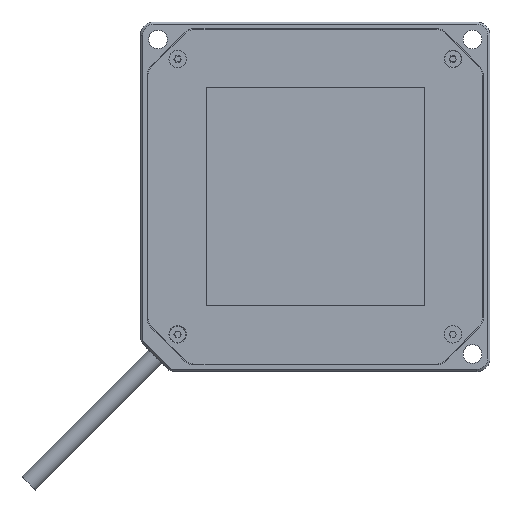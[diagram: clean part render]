
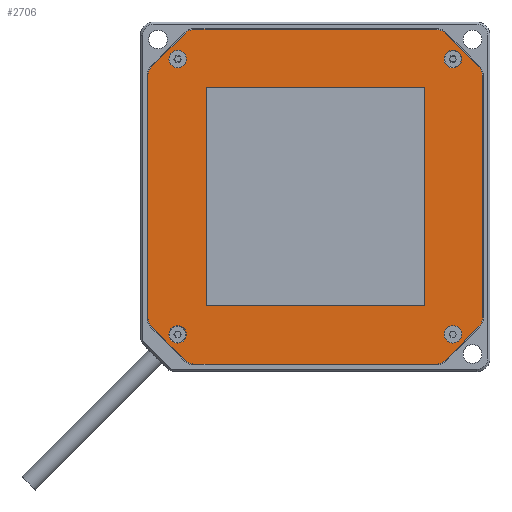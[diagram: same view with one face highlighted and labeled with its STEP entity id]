
A CAD part, top view. The second image highlights one B-rep face of the part: STEP entity #2706.
In plain terms, the highlighted planar face has unit normal (0, 0, 1).
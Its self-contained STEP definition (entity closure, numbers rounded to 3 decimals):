
#194=LINE('',#4200,#468);
#197=LINE('',#4205,#471);
#199=LINE('',#4209,#473);
#200=LINE('',#4211,#474);
#203=LINE('',#4220,#477);
#206=LINE('',#4228,#480);
#209=LINE('',#4236,#483);
#212=LINE('',#4244,#486);
#215=LINE('',#4252,#489);
#218=LINE('',#4260,#492);
#221=LINE('',#4268,#495);
#224=LINE('',#4275,#498);
#468=VECTOR('',#3411,50.);
#471=VECTOR('',#3416,50.);
#473=VECTOR('',#3420,50.);
#474=VECTOR('',#3423,50.);
#477=VECTOR('',#3432,10.95);
#480=VECTOR('',#3441,55.515);
#483=VECTOR('',#3450,10.95);
#486=VECTOR('',#3459,55.515);
#489=VECTOR('',#3468,10.95);
#492=VECTOR('',#3477,55.515);
#495=VECTOR('',#3486,10.95);
#498=VECTOR('',#3495,55.515);
#731=PLANE('',#2941);
#802=FACE_BOUND('',#1108,.T.);
#803=FACE_BOUND('',#1109,.T.);
#804=FACE_BOUND('',#1110,.T.);
#805=FACE_BOUND('',#1111,.T.);
#806=FACE_BOUND('',#1112,.T.);
#918=FACE_OUTER_BOUND('',#1107,.T.);
#1107=EDGE_LOOP('',(#2238,#2239,#2240,#2241,#2242,#2243,#2244,#2245,#2246,
#2247,#2248,#2249,#2250,#2251,#2252,#2253));
#1108=EDGE_LOOP('',(#2254));
#1109=EDGE_LOOP('',(#2255));
#1110=EDGE_LOOP('',(#2256));
#1111=EDGE_LOOP('',(#2257));
#1112=EDGE_LOOP('',(#2258,#2259,#2260,#2261));
#1243=CIRCLE('',#2877,2.);
#1245=CIRCLE('',#2909,2.);
#1247=CIRCLE('',#2912,2.);
#1248=CIRCLE('',#2918,2.8);
#1249=CIRCLE('',#2921,2.8);
#1250=CIRCLE('',#2924,2.8);
#1251=CIRCLE('',#2927,2.8);
#1252=CIRCLE('',#2930,2.8);
#1253=CIRCLE('',#2933,2.8);
#1254=CIRCLE('',#2936,2.8);
#1255=CIRCLE('',#2939,2.8);
#1256=CIRCLE('',#2942,2.);
#1368=VERTEX_POINT('',#4051);
#1410=VERTEX_POINT('',#4189);
#1412=VERTEX_POINT('',#4194);
#1413=VERTEX_POINT('',#4197);
#1414=VERTEX_POINT('',#4199);
#1415=VERTEX_POINT('',#4203);
#1416=VERTEX_POINT('',#4207);
#1417=VERTEX_POINT('',#4213);
#1418=VERTEX_POINT('',#4215);
#1419=VERTEX_POINT('',#4219);
#1420=VERTEX_POINT('',#4223);
#1421=VERTEX_POINT('',#4227);
#1422=VERTEX_POINT('',#4231);
#1423=VERTEX_POINT('',#4235);
#1424=VERTEX_POINT('',#4239);
#1425=VERTEX_POINT('',#4243);
#1426=VERTEX_POINT('',#4247);
#1427=VERTEX_POINT('',#4251);
#1428=VERTEX_POINT('',#4255);
#1429=VERTEX_POINT('',#4259);
#1430=VERTEX_POINT('',#4263);
#1431=VERTEX_POINT('',#4267);
#1432=VERTEX_POINT('',#4271);
#1433=VERTEX_POINT('',#4277);
#1619=EDGE_CURVE('',#1368,#1368,#1243,.T.);
#1685=EDGE_CURVE('',#1410,#1410,#1245,.T.);
#1687=EDGE_CURVE('',#1412,#1412,#1247,.T.);
#1689=EDGE_CURVE('',#1414,#1413,#194,.T.);
#1692=EDGE_CURVE('',#1413,#1415,#197,.T.);
#1694=EDGE_CURVE('',#1415,#1416,#199,.T.);
#1695=EDGE_CURVE('',#1416,#1414,#200,.T.);
#1697=EDGE_CURVE('',#1418,#1417,#1248,.T.);
#1699=EDGE_CURVE('',#1419,#1418,#203,.T.);
#1701=EDGE_CURVE('',#1420,#1419,#1249,.T.);
#1703=EDGE_CURVE('',#1421,#1420,#206,.T.);
#1705=EDGE_CURVE('',#1422,#1421,#1250,.T.);
#1707=EDGE_CURVE('',#1423,#1422,#209,.T.);
#1709=EDGE_CURVE('',#1424,#1423,#1251,.T.);
#1711=EDGE_CURVE('',#1425,#1424,#212,.T.);
#1713=EDGE_CURVE('',#1426,#1425,#1252,.T.);
#1715=EDGE_CURVE('',#1427,#1426,#215,.T.);
#1717=EDGE_CURVE('',#1428,#1427,#1253,.T.);
#1719=EDGE_CURVE('',#1429,#1428,#218,.T.);
#1721=EDGE_CURVE('',#1430,#1429,#1254,.T.);
#1723=EDGE_CURVE('',#1431,#1430,#221,.T.);
#1725=EDGE_CURVE('',#1432,#1431,#1255,.T.);
#1727=EDGE_CURVE('',#1417,#1432,#224,.T.);
#1728=EDGE_CURVE('',#1433,#1433,#1256,.T.);
#2238=ORIENTED_EDGE('',*,*,#1727,.T.);
#2239=ORIENTED_EDGE('',*,*,#1725,.T.);
#2240=ORIENTED_EDGE('',*,*,#1723,.T.);
#2241=ORIENTED_EDGE('',*,*,#1721,.T.);
#2242=ORIENTED_EDGE('',*,*,#1719,.T.);
#2243=ORIENTED_EDGE('',*,*,#1717,.T.);
#2244=ORIENTED_EDGE('',*,*,#1715,.T.);
#2245=ORIENTED_EDGE('',*,*,#1713,.T.);
#2246=ORIENTED_EDGE('',*,*,#1711,.T.);
#2247=ORIENTED_EDGE('',*,*,#1709,.T.);
#2248=ORIENTED_EDGE('',*,*,#1707,.T.);
#2249=ORIENTED_EDGE('',*,*,#1705,.T.);
#2250=ORIENTED_EDGE('',*,*,#1703,.T.);
#2251=ORIENTED_EDGE('',*,*,#1701,.T.);
#2252=ORIENTED_EDGE('',*,*,#1699,.T.);
#2253=ORIENTED_EDGE('',*,*,#1697,.T.);
#2254=ORIENTED_EDGE('',*,*,#1619,.T.);
#2255=ORIENTED_EDGE('',*,*,#1728,.T.);
#2256=ORIENTED_EDGE('',*,*,#1685,.T.);
#2257=ORIENTED_EDGE('',*,*,#1687,.T.);
#2258=ORIENTED_EDGE('',*,*,#1689,.T.);
#2259=ORIENTED_EDGE('',*,*,#1692,.T.);
#2260=ORIENTED_EDGE('',*,*,#1694,.T.);
#2261=ORIENTED_EDGE('',*,*,#1695,.T.);
#2706=ADVANCED_FACE('',(#918,#802,#803,#804,#805,#806),#731,.T.);
#2877=AXIS2_PLACEMENT_3D('',#4052,#3272,#3273);
#2909=AXIS2_PLACEMENT_3D('',#4190,#3400,#3401);
#2912=AXIS2_PLACEMENT_3D('',#4195,#3406,#3407);
#2918=AXIS2_PLACEMENT_3D('',#4216,#3427,#3428);
#2921=AXIS2_PLACEMENT_3D('',#4224,#3436,#3437);
#2924=AXIS2_PLACEMENT_3D('',#4232,#3445,#3446);
#2927=AXIS2_PLACEMENT_3D('',#4240,#3454,#3455);
#2930=AXIS2_PLACEMENT_3D('',#4248,#3463,#3464);
#2933=AXIS2_PLACEMENT_3D('',#4256,#3472,#3473);
#2936=AXIS2_PLACEMENT_3D('',#4264,#3481,#3482);
#2939=AXIS2_PLACEMENT_3D('',#4272,#3490,#3491);
#2941=AXIS2_PLACEMENT_3D('',#4276,#3496,#3497);
#2942=AXIS2_PLACEMENT_3D('',#4278,#3498,#3499);
#3272=DIRECTION('center_axis',(0.,0.,-1.));
#3273=DIRECTION('ref_axis',(1.,0.,0.));
#3400=DIRECTION('center_axis',(0.,0.,-1.));
#3401=DIRECTION('ref_axis',(1.,0.,0.));
#3406=DIRECTION('center_axis',(0.,0.,-1.));
#3407=DIRECTION('ref_axis',(1.,0.,0.));
#3411=DIRECTION('',(0.,-1.,0.));
#3416=DIRECTION('',(-1.,0.,0.));
#3420=DIRECTION('',(0.,1.,0.));
#3423=DIRECTION('',(1.,0.,0.));
#3427=DIRECTION('center_axis',(0.,0.,1.));
#3428=DIRECTION('ref_axis',(0.707,0.707,0.));
#3432=DIRECTION('',(-0.707,0.707,0.));
#3436=DIRECTION('center_axis',(0.,0.,1.));
#3437=DIRECTION('ref_axis',(1.,0.,0.));
#3441=DIRECTION('',(0.,1.,0.));
#3445=DIRECTION('center_axis',(0.,0.,1.));
#3446=DIRECTION('ref_axis',(0.707,-0.707,0.));
#3450=DIRECTION('',(0.707,0.707,0.));
#3454=DIRECTION('center_axis',(0.,0.,1.));
#3455=DIRECTION('ref_axis',(0.,-1.,0.));
#3459=DIRECTION('',(1.,0.,0.));
#3463=DIRECTION('center_axis',(0.,0.,1.));
#3464=DIRECTION('ref_axis',(-0.707,-0.707,0.));
#3468=DIRECTION('',(0.707,-0.707,0.));
#3472=DIRECTION('center_axis',(0.,0.,1.));
#3473=DIRECTION('ref_axis',(-1.,0.,0.));
#3477=DIRECTION('',(0.,-1.,0.));
#3481=DIRECTION('center_axis',(0.,0.,1.));
#3482=DIRECTION('ref_axis',(-0.707,0.707,0.));
#3486=DIRECTION('',(-0.707,-0.707,0.));
#3490=DIRECTION('center_axis',(0.,0.,1.));
#3491=DIRECTION('ref_axis',(0.,1.,0.));
#3495=DIRECTION('',(-1.,0.,0.));
#3496=DIRECTION('center_axis',(0.,0.,1.));
#3497=DIRECTION('ref_axis',(1.,0.,0.));
#3498=DIRECTION('center_axis',(0.,0.,-1.));
#3499=DIRECTION('ref_axis',(1.,0.,0.));
#4051=CARTESIAN_POINT('',(73.5,8.5,12.9));
#4052=CARTESIAN_POINT('Origin',(71.5,8.5,12.9));
#4189=CARTESIAN_POINT('',(73.5,71.5,12.9));
#4190=CARTESIAN_POINT('Origin',(71.5,71.5,12.9));
#4194=CARTESIAN_POINT('',(10.5,8.5,12.9));
#4195=CARTESIAN_POINT('Origin',(8.5,8.5,12.9));
#4197=CARTESIAN_POINT('',(65.,15.,12.9));
#4199=CARTESIAN_POINT('',(65.,65.,12.9));
#4200=CARTESIAN_POINT('',(65.,65.,12.9));
#4203=CARTESIAN_POINT('',(15.,15.,12.9));
#4205=CARTESIAN_POINT('',(65.,15.,12.9));
#4207=CARTESIAN_POINT('',(15.,65.,12.9));
#4209=CARTESIAN_POINT('',(15.,15.,12.9));
#4211=CARTESIAN_POINT('',(15.,65.,12.9));
#4213=CARTESIAN_POINT('',(67.757,78.3,12.9));
#4215=CARTESIAN_POINT('',(69.737,77.48,12.9));
#4216=CARTESIAN_POINT('Origin',(67.757,75.5,12.9));
#4219=CARTESIAN_POINT('',(77.48,69.737,12.9));
#4220=CARTESIAN_POINT('',(77.48,69.737,12.9));
#4223=CARTESIAN_POINT('',(78.3,67.757,12.9));
#4224=CARTESIAN_POINT('Origin',(75.5,67.757,12.9));
#4227=CARTESIAN_POINT('',(78.3,12.243,12.9));
#4228=CARTESIAN_POINT('',(78.3,12.243,12.9));
#4231=CARTESIAN_POINT('',(77.48,10.263,12.9));
#4232=CARTESIAN_POINT('Origin',(75.5,12.243,12.9));
#4235=CARTESIAN_POINT('',(69.737,2.52,12.9));
#4236=CARTESIAN_POINT('',(69.737,2.52,12.9));
#4239=CARTESIAN_POINT('',(67.757,1.7,12.9));
#4240=CARTESIAN_POINT('Origin',(67.757,4.5,12.9));
#4243=CARTESIAN_POINT('',(12.243,1.7,12.9));
#4244=CARTESIAN_POINT('',(12.243,1.7,12.9));
#4247=CARTESIAN_POINT('',(10.263,2.52,12.9));
#4248=CARTESIAN_POINT('Origin',(12.243,4.5,12.9));
#4251=CARTESIAN_POINT('',(2.52,10.263,12.9));
#4252=CARTESIAN_POINT('',(2.52,10.263,12.9));
#4255=CARTESIAN_POINT('',(1.7,12.243,12.9));
#4256=CARTESIAN_POINT('Origin',(4.5,12.243,12.9));
#4259=CARTESIAN_POINT('',(1.7,67.757,12.9));
#4260=CARTESIAN_POINT('',(1.7,67.757,12.9));
#4263=CARTESIAN_POINT('',(2.52,69.737,12.9));
#4264=CARTESIAN_POINT('Origin',(4.5,67.757,12.9));
#4267=CARTESIAN_POINT('',(10.263,77.48,12.9));
#4268=CARTESIAN_POINT('',(10.263,77.48,12.9));
#4271=CARTESIAN_POINT('',(12.243,78.3,12.9));
#4272=CARTESIAN_POINT('Origin',(12.243,75.5,12.9));
#4275=CARTESIAN_POINT('',(67.757,78.3,12.9));
#4276=CARTESIAN_POINT('Origin',(40.,40.,12.9));
#4277=CARTESIAN_POINT('',(10.5,71.5,12.9));
#4278=CARTESIAN_POINT('Origin',(8.5,71.5,12.9));
